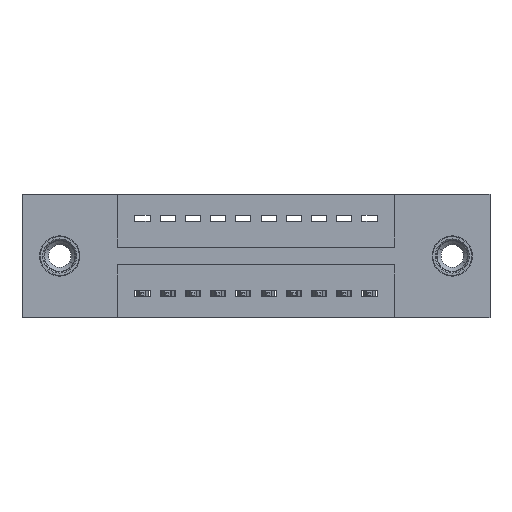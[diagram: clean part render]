
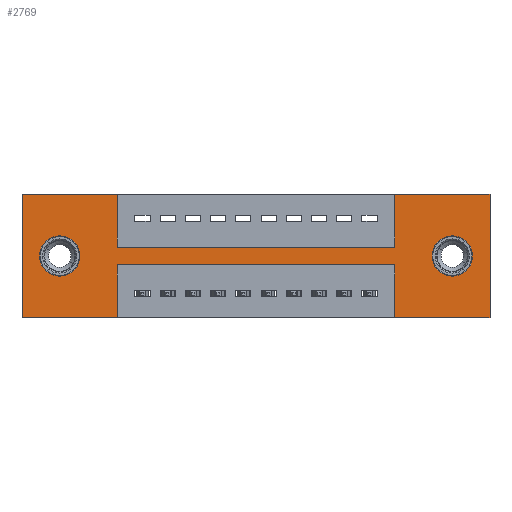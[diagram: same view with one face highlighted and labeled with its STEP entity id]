
A CAD part, front view. The second image highlights one B-rep face of the part: STEP entity #2769.
In plain terms, the highlighted planar face has unit normal (0, -1, 0).
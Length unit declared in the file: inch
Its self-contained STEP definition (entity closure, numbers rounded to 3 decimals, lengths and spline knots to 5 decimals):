
#20 = EDGE_CURVE ( 'NONE', #7109, #7826, #3321, .T. ) ;
#48 = CARTESIAN_POINT ( 'NONE',  ( 0.3775, 0., 0. ) ) ;
#82 = ORIENTED_EDGE ( 'NONE', *, *, #10091, .F. ) ;
#433 = EDGE_CURVE ( 'NONE', #2640, #924, #9871, .T. ) ;
#540 = EDGE_CURVE ( 'NONE', #5422, #7109, #7631, .T. ) ;
#690 = DIRECTION ( 'NONE',  ( 0., 1., 0. ) ) ;
#711 = VECTOR ( 'NONE', #2005, 39.37008 ) ;
#770 = VERTEX_POINT ( 'NONE', #10343 ) ;
#837 = ORIENTED_EDGE ( 'NONE', *, *, #3217, .T. ) ;
#853 = LINE ( 'NONE', #7077, #10522 ) ;
#897 = VECTOR ( 'NONE', #4253, 39.37008 ) ;
#924 = VERTEX_POINT ( 'NONE', #6147 ) ;
#1054 = CARTESIAN_POINT ( 'NONE',  ( 0., 0., 0. ) ) ;
#1196 = VERTEX_POINT ( 'NONE', #9204 ) ;
#1252 = LINE ( 'NONE', #5642, #711 ) ;
#1254 = DIRECTION ( 'NONE',  ( 0., 0., -1. ) ) ;
#1401 = LINE ( 'NONE', #6239, #2497 ) ;
#1473 = VERTEX_POINT ( 'NONE', #6870 ) ;
#1816 = CARTESIAN_POINT ( 'NONE',  ( 1.7055, 0., -0.325 ) ) ;
#1821 = VECTOR ( 'NONE', #2650, 39.37008 ) ;
#1953 = VERTEX_POINT ( 'NONE', #5838 ) ;
#2005 = DIRECTION ( 'NONE',  ( -1., 0., 0. ) ) ;
#2207 = VECTOR ( 'NONE', #4500, 39.37008 ) ;
#2457 = LINE ( 'NONE', #7654, #4541 ) ;
#2497 = VECTOR ( 'NONE', #9852, 39.37008 ) ;
#2526 = VERTEX_POINT ( 'NONE', #1816 ) ;
#2534 = VERTEX_POINT ( 'NONE', #1054 ) ;
#2576 = VERTEX_POINT ( 'NONE', #48 ) ;
#2640 = VERTEX_POINT ( 'NONE', #10943 ) ;
#2643 = CARTESIAN_POINT ( 'NONE',  ( 0., 0., 0. ) ) ;
#2650 = DIRECTION ( 'NONE',  ( 1., 0., 0. ) ) ;
#2769 = ADVANCED_FACE ( 'NONE', ( #8556, #3118, #11336 ), #8612, .T. ) ;
#2844 = CARTESIAN_POINT ( 'NONE',  ( 0.3775, 0., -0.28 ) ) ;
#2870 = CIRCLE ( 'NONE', #6831, 0.08 ) ;
#3067 = EDGE_CURVE ( 'NONE', #6852, #770, #1252, .T. ) ;
#3118 = FACE_BOUND ( 'NONE', #8779, .T. ) ;
#3187 = CIRCLE ( 'NONE', #8505, 0.08 ) ;
#3196 = CARTESIAN_POINT ( 'NONE',  ( 0., 0., 0. ) ) ;
#3217 = EDGE_CURVE ( 'NONE', #2526, #1473, #8926, .T. ) ;
#3321 = LINE ( 'NONE', #7200, #4292 ) ;
#3649 = DIRECTION ( 'NONE',  ( 1., 0., 0. ) ) ;
#3719 = EDGE_CURVE ( 'NONE', #1196, #3781, #3187, .T. ) ;
#3729 = LINE ( 'NONE', #9801, #2207 ) ;
#3743 = CARTESIAN_POINT ( 'NONE',  ( 0., 0., -0.49 ) ) ;
#3781 = VERTEX_POINT ( 'NONE', #4345 ) ;
#3978 = EDGE_CURVE ( 'NONE', #4382, #6852, #4163, .T. ) ;
#4059 = DIRECTION ( 'NONE',  ( 1., 0., 0. ) ) ;
#4064 = DIRECTION ( 'NONE',  ( 0., 1., 0. ) ) ;
#4163 = LINE ( 'NONE', #7767, #897 ) ;
#4164 = CARTESIAN_POINT ( 'NONE',  ( 0., 0., -0.49 ) ) ;
#4253 = DIRECTION ( 'NONE',  ( 0., 0., -1. ) ) ;
#4285 = VERTEX_POINT ( 'NONE', #3743 ) ;
#4292 = VECTOR ( 'NONE', #1254, 39.37008 ) ;
#4345 = CARTESIAN_POINT ( 'NONE',  ( 0.1495, 0., -0.165 ) ) ;
#4382 = VERTEX_POINT ( 'NONE', #5604 ) ;
#4433 = CARTESIAN_POINT ( 'NONE',  ( 0.3775, 0., -0.28 ) ) ;
#4500 = DIRECTION ( 'NONE',  ( -1., 0., 0. ) ) ;
#4541 = VECTOR ( 'NONE', #9430, 39.37008 ) ;
#4655 = ORIENTED_EDGE ( 'NONE', *, *, #8925, .F. ) ;
#4673 = VECTOR ( 'NONE', #8531, 39.37008 ) ;
#4750 = CIRCLE ( 'NONE', #9576, 0.08 ) ;
#4751 = EDGE_CURVE ( 'NONE', #924, #1953, #1401, .T. ) ;
#4908 = ORIENTED_EDGE ( 'NONE', *, *, #10312, .F. ) ;
#4939 = CARTESIAN_POINT ( 'NONE',  ( 0.3775, 0., -0.21 ) ) ;
#4953 = DIRECTION ( 'NONE',  ( 0., 0., -1. ) ) ;
#5042 = DIRECTION ( 'NONE',  ( 0., 0., 1. ) ) ;
#5302 = ORIENTED_EDGE ( 'NONE', *, *, #3719, .T. ) ;
#5422 = VERTEX_POINT ( 'NONE', #6589 ) ;
#5441 = DIRECTION ( 'NONE',  ( -1., 0., 0. ) ) ;
#5589 = EDGE_CURVE ( 'NONE', #7826, #4285, #3729, .T. ) ;
#5604 = CARTESIAN_POINT ( 'NONE',  ( 1.855, 0., 0. ) ) ;
#5642 = CARTESIAN_POINT ( 'NONE',  ( 0., 0., -0.49 ) ) ;
#5722 = ORIENTED_EDGE ( 'NONE', *, *, #3067, .F. ) ;
#5834 = ORIENTED_EDGE ( 'NONE', *, *, #4751, .F. ) ;
#5838 = CARTESIAN_POINT ( 'NONE',  ( 1.4775, 0., 0. ) ) ;
#5868 = LINE ( 'NONE', #2643, #6846 ) ;
#5928 = ORIENTED_EDGE ( 'NONE', *, *, #20, .F. ) ;
#5969 = DIRECTION ( 'NONE',  ( 0., -1., 0. ) ) ;
#6147 = CARTESIAN_POINT ( 'NONE',  ( 1.4775, 0., -0.21 ) ) ;
#6195 = ORIENTED_EDGE ( 'NONE', *, *, #5589, .F. ) ;
#6206 = CARTESIAN_POINT ( 'NONE',  ( 0.3775, 0., -0.21 ) ) ;
#6239 = CARTESIAN_POINT ( 'NONE',  ( 1.4775, 0., -0.21 ) ) ;
#6589 = CARTESIAN_POINT ( 'NONE',  ( 1.4775, 0., -0.28 ) ) ;
#6745 = CARTESIAN_POINT ( 'NONE',  ( 1.855, 0., -0.49 ) ) ;
#6831 = AXIS2_PLACEMENT_3D ( 'NONE', #7616, #4064, #4953 ) ;
#6846 = VECTOR ( 'NONE', #3649, 39.37008 ) ;
#6852 = VERTEX_POINT ( 'NONE', #6745 ) ;
#6870 = CARTESIAN_POINT ( 'NONE',  ( 1.7055, 0., -0.165 ) ) ;
#6912 = DIRECTION ( 'NONE',  ( 0., 0., -1. ) ) ;
#6957 = EDGE_LOOP ( 'NONE', ( #5834, #10587, #82, #4655, #4908, #6195, #5928, #7409, #10490, #5722, #8344, #9964 ) ) ;
#7077 = CARTESIAN_POINT ( 'NONE',  ( 0., 0., 0. ) ) ;
#7109 = VERTEX_POINT ( 'NONE', #4433 ) ;
#7200 = CARTESIAN_POINT ( 'NONE',  ( 0.3775, 0., -0.28 ) ) ;
#7237 = AXIS2_PLACEMENT_3D ( 'NONE', #4164, #5969, #10326 ) ;
#7409 = ORIENTED_EDGE ( 'NONE', *, *, #540, .F. ) ;
#7616 = CARTESIAN_POINT ( 'NONE',  ( 1.7055, 0., -0.245 ) ) ;
#7626 = DIRECTION ( 'NONE',  ( 0., 1., 0. ) ) ;
#7631 = LINE ( 'NONE', #2844, #11085 ) ;
#7654 = CARTESIAN_POINT ( 'NONE',  ( 1.4775, 0., -0.28 ) ) ;
#7751 = DIRECTION ( 'NONE',  ( 0., 1., 0. ) ) ;
#7767 = CARTESIAN_POINT ( 'NONE',  ( 1.855, 0., 0. ) ) ;
#7826 = VERTEX_POINT ( 'NONE', #10905 ) ;
#7898 = LINE ( 'NONE', #4939, #4673 ) ;
#8223 = VECTOR ( 'NONE', #4059, 39.37008 ) ;
#8344 = ORIENTED_EDGE ( 'NONE', *, *, #3978, .F. ) ;
#8369 = LINE ( 'NONE', #3196, #8223 ) ;
#8440 = DIRECTION ( 'NONE',  ( 0., 0., 1. ) ) ;
#8479 = CARTESIAN_POINT ( 'NONE',  ( 0.1495, 0., -0.245 ) ) ;
#8505 = AXIS2_PLACEMENT_3D ( 'NONE', #11139, #7626, #5042 ) ;
#8531 = DIRECTION ( 'NONE',  ( 0., 0., -1. ) ) ;
#8556 = FACE_BOUND ( 'NONE', #10423, .T. ) ;
#8612 = PLANE ( 'NONE',  #7237 ) ;
#8779 = EDGE_LOOP ( 'NONE', ( #11278, #5302 ) ) ;
#8790 = EDGE_CURVE ( 'NONE', #3781, #1196, #4750, .T. ) ;
#8925 = EDGE_CURVE ( 'NONE', #2534, #2576, #5868, .T. ) ;
#8926 = CIRCLE ( 'NONE', #10153, 0.08 ) ;
#9204 = CARTESIAN_POINT ( 'NONE',  ( 0.1495, 0., -0.325 ) ) ;
#9210 = EDGE_CURVE ( 'NONE', #1953, #4382, #8369, .T. ) ;
#9430 = DIRECTION ( 'NONE',  ( 0., 0., 1. ) ) ;
#9576 = AXIS2_PLACEMENT_3D ( 'NONE', #8479, #7751, #8440 ) ;
#9607 = DIRECTION ( 'NONE',  ( 0., 0., 1. ) ) ;
#9801 = CARTESIAN_POINT ( 'NONE',  ( 0., 0., -0.49 ) ) ;
#9852 = DIRECTION ( 'NONE',  ( 0., 0., 1. ) ) ;
#9871 = LINE ( 'NONE', #6206, #1821 ) ;
#9964 = ORIENTED_EDGE ( 'NONE', *, *, #9210, .F. ) ;
#10091 = EDGE_CURVE ( 'NONE', #2576, #2640, #7898, .T. ) ;
#10153 = AXIS2_PLACEMENT_3D ( 'NONE', #11252, #690, #6912 ) ;
#10312 = EDGE_CURVE ( 'NONE', #4285, #2534, #853, .T. ) ;
#10326 = DIRECTION ( 'NONE',  ( 0., 0., -1. ) ) ;
#10343 = CARTESIAN_POINT ( 'NONE',  ( 1.4775, 0., -0.49 ) ) ;
#10423 = EDGE_LOOP ( 'NONE', ( #11017, #837 ) ) ;
#10490 = ORIENTED_EDGE ( 'NONE', *, *, #10606, .F. ) ;
#10522 = VECTOR ( 'NONE', #9607, 39.37008 ) ;
#10587 = ORIENTED_EDGE ( 'NONE', *, *, #433, .F. ) ;
#10606 = EDGE_CURVE ( 'NONE', #770, #5422, #2457, .T. ) ;
#10643 = EDGE_CURVE ( 'NONE', #1473, #2526, #2870, .T. ) ;
#10905 = CARTESIAN_POINT ( 'NONE',  ( 0.3775, 0., -0.49 ) ) ;
#10943 = CARTESIAN_POINT ( 'NONE',  ( 0.3775, 0., -0.21 ) ) ;
#11017 = ORIENTED_EDGE ( 'NONE', *, *, #10643, .T. ) ;
#11085 = VECTOR ( 'NONE', #5441, 39.37008 ) ;
#11139 = CARTESIAN_POINT ( 'NONE',  ( 0.1495, 0., -0.245 ) ) ;
#11252 = CARTESIAN_POINT ( 'NONE',  ( 1.7055, 0., -0.245 ) ) ;
#11278 = ORIENTED_EDGE ( 'NONE', *, *, #8790, .T. ) ;
#11336 = FACE_OUTER_BOUND ( 'NONE', #6957, .T. ) ;
